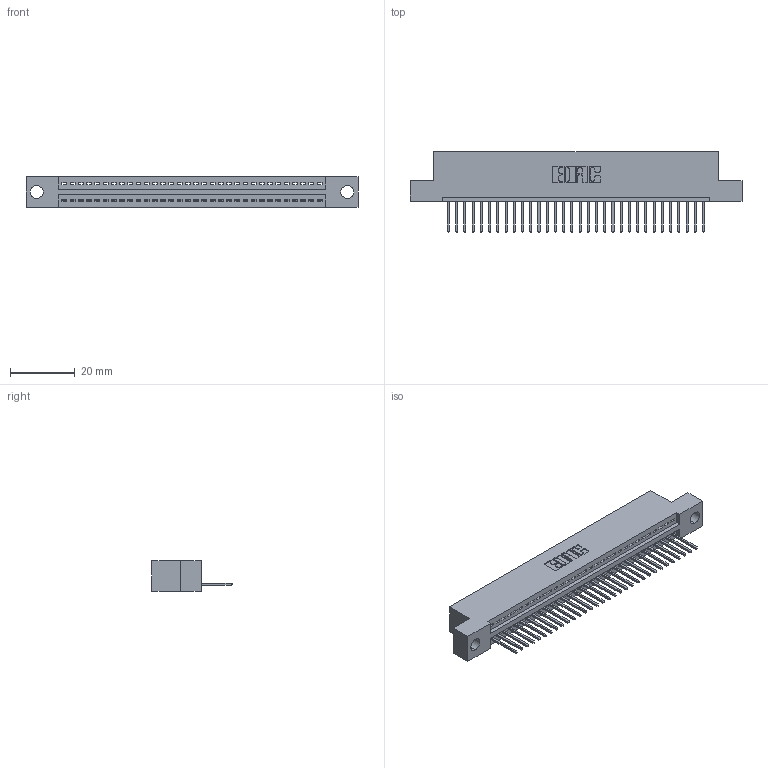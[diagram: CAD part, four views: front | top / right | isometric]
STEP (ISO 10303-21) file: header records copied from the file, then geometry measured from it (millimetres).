
FILE_DESCRIPTION (( 'STEP AP203' ), '1' );
FILE_NAME ('395-032-523-104.STEP', '2021-05-31T14:46:46', ( '' ), ( '' ), 'SwSTEP 2.0', 'SolidWorks 2020', '' );
FILE_SCHEMA (( 'CONFIG_CONTROL_DESIGN' ));
Length unit declared in the file: inch
Products named in the file (3): 395-032-523-104; 345 Part_Flush Mounting Lugs - 0.156 Dia-TI; 345-292-001_345-293-123
Assembly tree (33 placements, depth 2):
  395-032-523-104
    345 Part_Flush Mounting Lugs - 0.156 Dia-TI
    345-292-001_345-293-123  x32
Bounding box: 102.49 x 24.82 x 9.4 mm (x, y, z)
Volume: 9534.3 mm3; surface area: 12411.6 mm2
Topology: 33 solids, 33 shells, 1996 faces, 6009 edges, 3962 vertices
Faces by surface type: plane 1374, cylinder 622
Entity records: 25867 total; most frequent: CARTESIAN_POINT 4490, ORIENTED_EDGE 4454, DIRECTION 3935, EDGE_CURVE 2227, LINE 1967, VECTOR 1967, VERTEX_POINT 1482, AXIS2_PLACEMENT_3D 984
